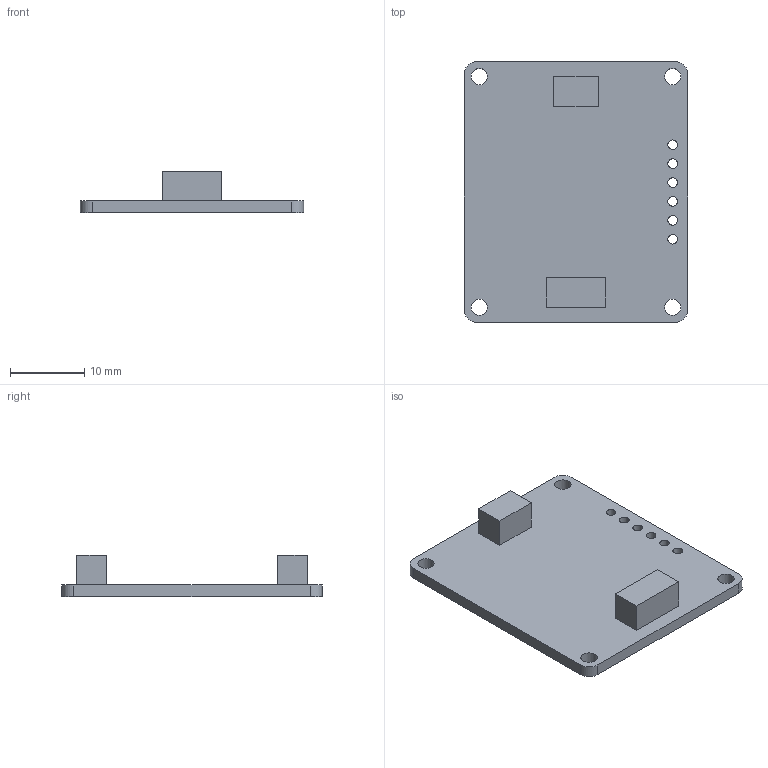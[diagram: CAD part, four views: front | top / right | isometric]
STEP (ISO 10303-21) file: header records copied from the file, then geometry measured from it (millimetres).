
FILE_DESCRIPTION(/* description */ (''),/* implementation_level */ '2;1');
FILE_NAME(/* name */ 'Custom PCB.step',/* time_stamp */ '2023-03-13T20:06:18-07:00',/* author */ (''),/* organization */ (''),/* preprocessor_version */ 'ST-DEVELOPER v19.2',/* originating_system */ 'Autodesk Translation Framework v11.17.0.187',/* authorisation */ '');
FILE_SCHEMA (('AUTOMOTIVE_DESIGN { 1 0 10303 214 3 1 1 }'));
Length unit declared in the file: millimetre
Products named in the file (2): Custom PCB; 2.0mm Headers (F)
Assembly tree (1 placements, depth 2):
  Custom PCB
    2.0mm Headers (F)
Bounding box: 30 x 35 x 5.6 mm (x, y, z)
Volume: 1863.5 mm3; surface area: 2624.3 mm2
Topology: 3 solids, 3 shells, 32 faces, 78 edges, 52 vertices
Faces by surface type: plane 18, cylinder 14
Full cylindrical faces by diameter (mm): 1.295 x6, 2.2 x4
Entity records: 1074 total; most frequent: DIRECTION 176, CARTESIAN_POINT 165, ORIENTED_EDGE 156, EDGE_CURVE 78, AXIS2_PLACEMENT_3D 63, EDGE_LOOP 52, VERTEX_POINT 52, LINE 50
